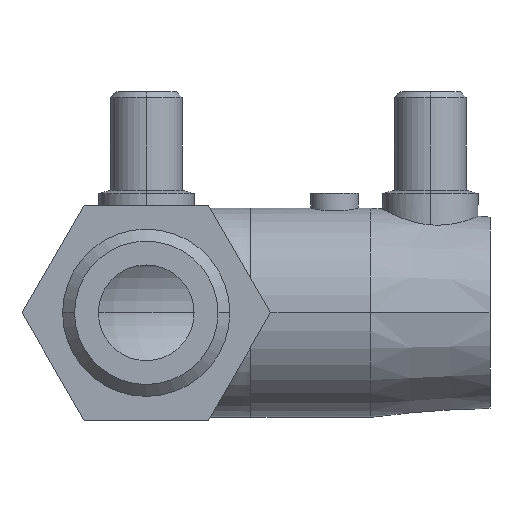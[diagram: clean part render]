
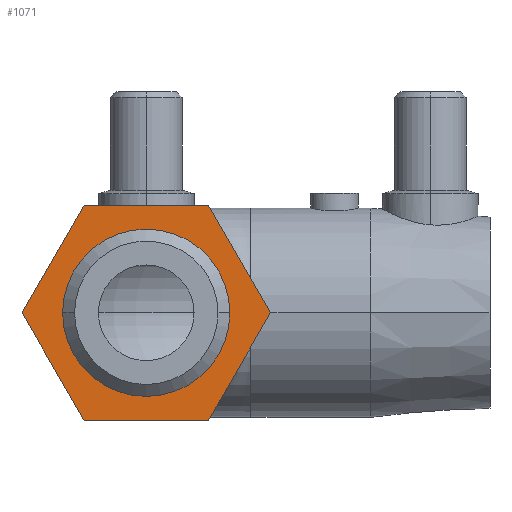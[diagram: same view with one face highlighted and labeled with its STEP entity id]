
A CAD part, front view. The second image highlights one B-rep face of the part: STEP entity #1071.
In plain terms, the highlighted planar face has unit normal (0, -1, 0).
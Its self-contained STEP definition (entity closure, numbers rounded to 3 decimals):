
#387 = VERTEX_POINT( '', #1121 );
#417 = EDGE_CURVE( '', #865, #707, #1156, .T. );
#473 = EDGE_CURVE( '', #619, #387, #1220, .T. );
#495 = VERTEX_POINT( '', #1245 );
#525 = EDGE_CURVE( '', #495, #883, #1278, .T. );
#611 = VERTEX_POINT( '', #1375 );
#619 = VERTEX_POINT( '', #1384 );
#701 = EDGE_CURVE( '', #883, #995, #1476, .T. );
#707 = VERTEX_POINT( '', #1483 );
#771 = EDGE_CURVE( '', #707, #865, #1556, .T. );
#865 = VERTEX_POINT( '', #1663 );
#883 = VERTEX_POINT( '', #1683 );
#899 = EDGE_CURVE( '', #995, #611, #1702, .T. );
#919 = EDGE_CURVE( '', #387, #495, #1724, .T. );
#995 = VERTEX_POINT( '', #1805 );
#1071 = ADVANCED_FACE( '', ( #1894, #1895 ), #1896, .T. );
#1091 = EDGE_CURVE( '', #611, #619, #1917, .T. );
#1121 = CARTESIAN_POINT( '', ( -38.285, -86.25, 0. ) );
#1156 = CIRCLE( '', #1988, 13.99 );
#1220 = LINE( '', #2106, #2107 );
#1245 = CARTESIAN_POINT( '', ( -27.892, -86.25, -18. ) );
#1278 = LINE( '', #2221, #2222 );
#1375 = CARTESIAN_POINT( '', ( -7.108, -86.25, 18. ) );
#1384 = CARTESIAN_POINT( '', ( -27.892, -86.25, 18. ) );
#1476 = LINE( '', #2641, #2642 );
#1483 = CARTESIAN_POINT( '', ( -31.49, -86.25, 0. ) );
#1556 = CIRCLE( '', #2846, 13.99 );
#1663 = CARTESIAN_POINT( '', ( -3.51, -86.25, 0. ) );
#1683 = CARTESIAN_POINT( '', ( -7.108, -86.25, -18. ) );
#1702 = LINE( '', #3092, #3093 );
#1724 = LINE( '', #3122, #3123 );
#1805 = CARTESIAN_POINT( '', ( 3.285, -86.25, 0. ) );
#1894 = FACE_OUTER_BOUND( '', #3393, .T. );
#1895 = FACE_BOUND( '', #3394, .T. );
#1896 = PLANE( '', #3395 );
#1917 = LINE( '', #3460, #3461 );
#1988 = AXIS2_PLACEMENT_3D( '', #3521, #3522, #3523 );
#2106 = CARTESIAN_POINT( '', ( -38.248, -86.25, 0.063 ) );
#2107 = VECTOR( '', #3601, 1. );
#2221 = CARTESIAN_POINT( '', ( -22.551, -86.25, -18. ) );
#2222 = VECTOR( '', #3673, 1. );
#2641 = CARTESIAN_POINT( '', ( -1.875, -86.25, -8.937 ) );
#2642 = VECTOR( '', #3910, 1. );
#2846 = AXIS2_PLACEMENT_3D( '', #4009, #4010, #4011 );
#3092 = CARTESIAN_POINT( '', ( -7.071, -86.25, 17.937 ) );
#3093 = VECTOR( '', #4185, 1. );
#3122 = CARTESIAN_POINT( '', ( -33.052, -86.25, -9.063 ) );
#3123 = VECTOR( '', #4209, 1. );
#3393 = EDGE_LOOP( '', ( #4415, #4416, #4417, #4418, #4419, #4420 ) );
#3394 = EDGE_LOOP( '', ( #4421, #4422 ) );
#3395 = AXIS2_PLACEMENT_3D( '', #4423, #4424, #4425 );
#3460 = CARTESIAN_POINT( '', ( -32.944, -86.25, 18. ) );
#3461 = VECTOR( '', #4440, 1. );
#3521 = CARTESIAN_POINT( '', ( -17.5, -86.25, 0. ) );
#3522 = DIRECTION( '', ( 0., -1., 0. ) );
#3523 = DIRECTION( '', ( -1., 0., 0. ) );
#3601 = DIRECTION( '', ( -0.5, 0., -0.866 ) );
#3673 = DIRECTION( '', ( 1., 0., 0. ) );
#3910 = DIRECTION( '', ( 0.5, 0., 0.866 ) );
#4009 = CARTESIAN_POINT( '', ( -17.5, -86.25, 0. ) );
#4010 = DIRECTION( '', ( 0., -1., 0. ) );
#4011 = DIRECTION( '', ( -1., 0., 0. ) );
#4185 = DIRECTION( '', ( -0.5, 0., 0.866 ) );
#4209 = DIRECTION( '', ( 0.5, 0., -0.866 ) );
#4415 = ORIENTED_EDGE( '', *, *, #473, .T. );
#4416 = ORIENTED_EDGE( '', *, *, #919, .T. );
#4417 = ORIENTED_EDGE( '', *, *, #525, .T. );
#4418 = ORIENTED_EDGE( '', *, *, #701, .T. );
#4419 = ORIENTED_EDGE( '', *, *, #899, .T. );
#4420 = ORIENTED_EDGE( '', *, *, #1091, .T. );
#4421 = ORIENTED_EDGE( '', *, *, #771, .F. );
#4422 = ORIENTED_EDGE( '', *, *, #417, .F. );
#4423 = CARTESIAN_POINT( '', ( -37.995, -86.25, 0. ) );
#4424 = DIRECTION( '', ( 0., -1., 0. ) );
#4425 = DIRECTION( '', ( -1., 0., 0. ) );
#4440 = DIRECTION( '', ( -1., 0., 0. ) );
